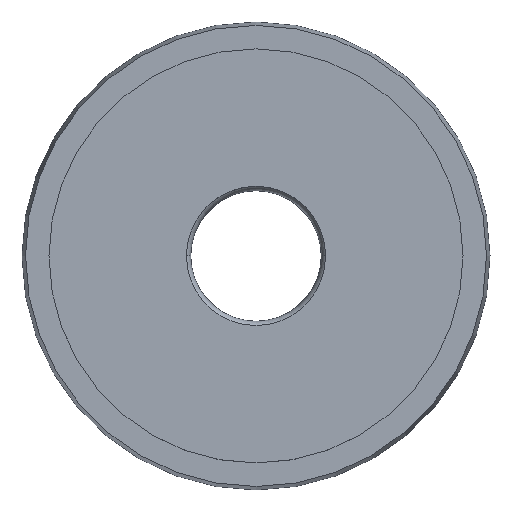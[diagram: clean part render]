
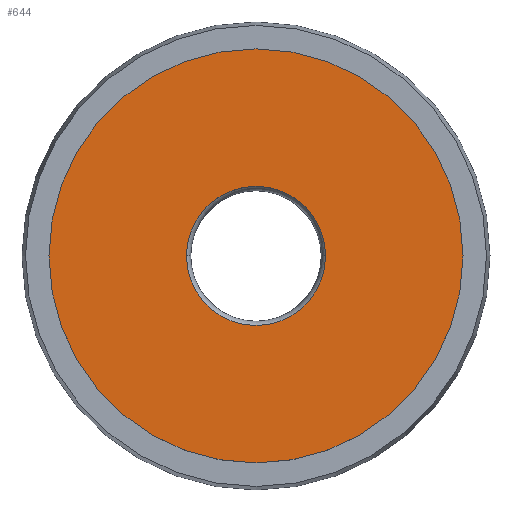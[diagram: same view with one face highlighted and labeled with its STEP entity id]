
A CAD part, top view. The second image highlights one B-rep face of the part: STEP entity #644.
In plain terms, the highlighted planar face has unit normal (0, 0, 1).
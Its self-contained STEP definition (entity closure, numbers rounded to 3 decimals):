
#9 = VERTEX_POINT ( 'NONE', #242 ) ;
#20 = PLANE ( 'NONE',  #554 ) ;
#35 = FACE_BOUND ( 'NONE', #560, .T. ) ;
#43 = EDGE_LOOP ( 'NONE', ( #442, #441 ) ) ;
#47 = CARTESIAN_POINT ( 'NONE',  ( 0., 0., 0. ) ) ;
#119 = DIRECTION ( 'NONE',  ( 0., 0., 1. ) ) ;
#126 = CIRCLE ( 'NONE', #497, 11.9 ) ;
#143 = AXIS2_PLACEMENT_3D ( 'NONE', #47, #397, #150 ) ;
#150 = DIRECTION ( 'NONE',  ( 1., 0., 0. ) ) ;
#166 = EDGE_CURVE ( 'NONE', #303, #9, #126, .T. ) ;
#168 = CARTESIAN_POINT ( 'NONE',  ( -11.9, 0., 0. ) ) ;
#180 = EDGE_CURVE ( 'NONE', #410, #369, #311, .T. ) ;
#220 = CARTESIAN_POINT ( 'NONE',  ( 0., 0., 0. ) ) ;
#242 = CARTESIAN_POINT ( 'NONE',  ( 11.9, 0., 0. ) ) ;
#247 = DIRECTION ( 'NONE',  ( 1., 0., 0. ) ) ;
#253 = CARTESIAN_POINT ( 'NONE',  ( 0., 0., 0. ) ) ;
#262 = ORIENTED_EDGE ( 'NONE', *, *, #556, .F. ) ;
#291 = CIRCLE ( 'NONE', #566, 11.9 ) ;
#303 = VERTEX_POINT ( 'NONE', #168 ) ;
#310 = DIRECTION ( 'NONE',  ( 0., 0., 1. ) ) ;
#311 = CIRCLE ( 'NONE', #143, 4. ) ;
#329 = ORIENTED_EDGE ( 'NONE', *, *, #180, .F. ) ;
#365 = CARTESIAN_POINT ( 'NONE',  ( 0., 0., 0. ) ) ;
#369 = VERTEX_POINT ( 'NONE', #491 ) ;
#393 = CARTESIAN_POINT ( 'NONE',  ( -4., 0., 0. ) ) ;
#397 = DIRECTION ( 'NONE',  ( 0., 0., 1. ) ) ;
#405 = CARTESIAN_POINT ( 'NONE',  ( 0., 0., 0. ) ) ;
#410 = VERTEX_POINT ( 'NONE', #393 ) ;
#441 = ORIENTED_EDGE ( 'NONE', *, *, #166, .T. ) ;
#442 = ORIENTED_EDGE ( 'NONE', *, *, #533, .T. ) ;
#454 = CIRCLE ( 'NONE', #459, 4. ) ;
#459 = AXIS2_PLACEMENT_3D ( 'NONE', #253, #119, #526 ) ;
#482 = DIRECTION ( 'NONE',  ( -1., 0., 0. ) ) ;
#491 = CARTESIAN_POINT ( 'NONE',  ( 4., 0., 0. ) ) ;
#497 = AXIS2_PLACEMENT_3D ( 'NONE', #405, #515, #247 ) ;
#515 = DIRECTION ( 'NONE',  ( 0., 0., 1. ) ) ;
#525 = DIRECTION ( 'NONE',  ( 1., 0., 0. ) ) ;
#526 = DIRECTION ( 'NONE',  ( 1., 0., 0. ) ) ;
#528 = FACE_OUTER_BOUND ( 'NONE', #43, .T. ) ;
#533 = EDGE_CURVE ( 'NONE', #9, #303, #291, .T. ) ;
#554 = AXIS2_PLACEMENT_3D ( 'NONE', #220, #587, #482 ) ;
#556 = EDGE_CURVE ( 'NONE', #369, #410, #454, .T. ) ;
#560 = EDGE_LOOP ( 'NONE', ( #262, #329 ) ) ;
#566 = AXIS2_PLACEMENT_3D ( 'NONE', #365, #310, #525 ) ;
#587 = DIRECTION ( 'NONE',  ( 0., 0., -1. ) ) ;
#644 = ADVANCED_FACE ( 'NONE', ( #35, #528 ), #20, .F. ) ;
